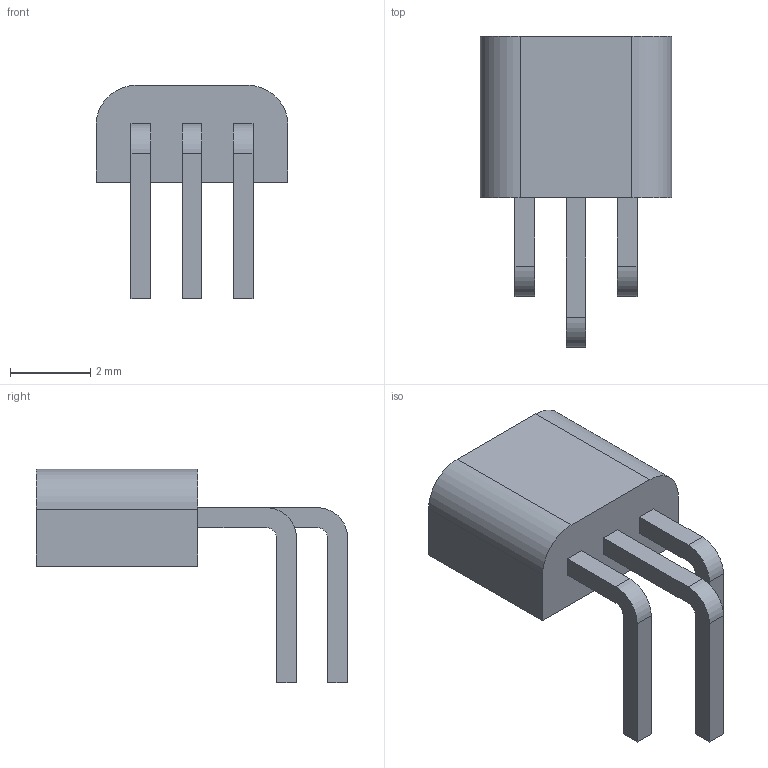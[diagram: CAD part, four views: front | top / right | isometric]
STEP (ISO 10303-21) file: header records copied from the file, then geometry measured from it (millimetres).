
FILE_DESCRIPTION((''),'2;1');
FILE_NAME('IST_TO92_a.stp','2016-08-03T17:10:47',(''),(''),'Mechanical Desktop 2011','Mechanical Desktop 2011',', , ');
FILE_SCHEMA(('AUTOMOTIVE_DESIGN { 1 2 10303 214 1 1 1 1 }'));
Length unit declared in the file: millimetre
Products named in the file (1): Product
Bounding box: 4.77 x 7.73 x 5.31 mm (x, y, z)
Volume: 49.2 mm3; surface area: 116.5 mm2
Topology: 4 solids, 4 shells, 38 faces, 112 edges, 103 vertices
Faces by surface type: plane 30, cylinder 8
Entity records: 1314 total; most frequent: CARTESIAN_POINT 235, DIRECTION 205, ORIENTED_EDGE 180, VECTOR 95, LINE 95, EDGE_CURVE 90, VERTEX_POINT 60, AXIS2_PLACEMENT_3D 55
